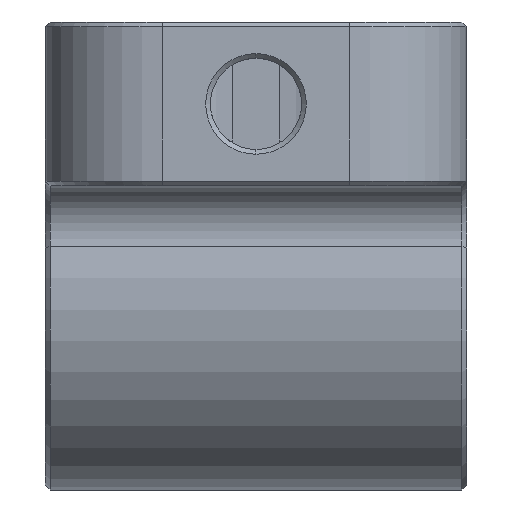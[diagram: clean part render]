
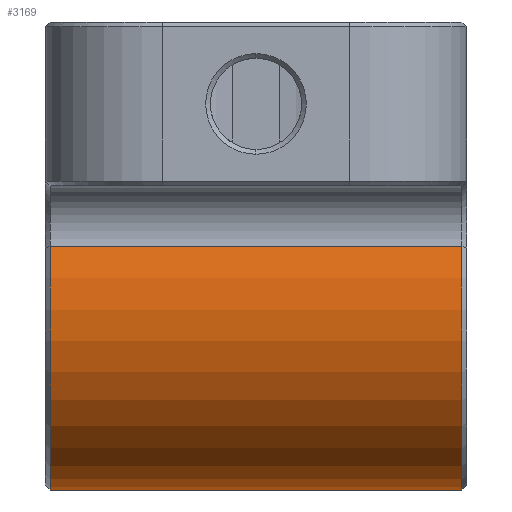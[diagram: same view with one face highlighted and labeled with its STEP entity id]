
A CAD part, front view. The second image highlights one B-rep face of the part: STEP entity #3169.
In plain terms, the highlighted cylindrical face has radius 8 mm (diameter 16 mm), a partial arc.
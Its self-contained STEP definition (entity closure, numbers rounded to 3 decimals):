
#91 = EDGE_CURVE ( 'NONE', #344, #2048, #4019, .T. ) ;
#124 = CARTESIAN_POINT ( 'NONE',  ( -8.8, 0., -8. ) ) ;
#184 = DIRECTION ( 'NONE',  ( 1., 0., 0. ) ) ;
#219 = VECTOR ( 'NONE', #4215, 1000. ) ;
#223 = AXIS2_PLACEMENT_3D ( 'NONE', #1569, #3841, #4222 ) ;
#293 = AXIS2_PLACEMENT_3D ( 'NONE', #1283, #1375, #2133 ) ;
#344 = VERTEX_POINT ( 'NONE', #1875 ) ;
#352 = EDGE_CURVE ( 'NONE', #1218, #2385, #1062, .T. ) ;
#373 = DIRECTION ( 'NONE',  ( 1., 0., 0. ) ) ;
#470 = AXIS2_PLACEMENT_3D ( 'NONE', #1937, #184, #3800 ) ;
#774 = ORIENTED_EDGE ( 'NONE', *, *, #352, .T. ) ;
#819 = CARTESIAN_POINT ( 'NONE',  ( -8.8, 7.632, 2.4 ) ) ;
#918 = CARTESIAN_POINT ( 'NONE',  ( -8.8, -7.632, 2.4 ) ) ;
#946 = AXIS2_PLACEMENT_3D ( 'NONE', #4341, #373, #3251 ) ;
#1062 = CIRCLE ( 'NONE', #470, 8. ) ;
#1218 = VERTEX_POINT ( 'NONE', #124 ) ;
#1283 = CARTESIAN_POINT ( 'NONE',  ( 9., 0., 0. ) ) ;
#1337 = CIRCLE ( 'NONE', #946, 8. ) ;
#1375 = DIRECTION ( 'NONE',  ( -1., 0., 0. ) ) ;
#1492 = VERTEX_POINT ( 'NONE', #4561 ) ;
#1569 = CARTESIAN_POINT ( 'NONE',  ( 8.8, 0., 0. ) ) ;
#1652 = CARTESIAN_POINT ( 'NONE',  ( 9., 7.632, 2.4 ) ) ;
#1875 = CARTESIAN_POINT ( 'NONE',  ( 8.8, -7.632, 2.4 ) ) ;
#1937 = CARTESIAN_POINT ( 'NONE',  ( -8.8, 0., 0. ) ) ;
#1989 = ORIENTED_EDGE ( 'NONE', *, *, #4053, .T. ) ;
#2048 = VERTEX_POINT ( 'NONE', #918 ) ;
#2133 = DIRECTION ( 'NONE',  ( 0., 0., 1. ) ) ;
#2134 = LINE ( 'NONE', #1652, #219 ) ;
#2148 = FACE_OUTER_BOUND ( 'NONE', #4512, .T. ) ;
#2234 = EDGE_CURVE ( 'NONE', #1492, #344, #3544, .T. ) ;
#2385 = VERTEX_POINT ( 'NONE', #819 ) ;
#3028 = CYLINDRICAL_SURFACE ( 'NONE', #293, 8. ) ;
#3169 = ADVANCED_FACE ( 'NONE', ( #2148 ), #3028, .T. ) ;
#3251 = DIRECTION ( 'NONE',  ( 0., 0., -1. ) ) ;
#3284 = CARTESIAN_POINT ( 'NONE',  ( 9., -7.632, 2.4 ) ) ;
#3535 = ORIENTED_EDGE ( 'NONE', *, *, #91, .T. ) ;
#3544 = CIRCLE ( 'NONE', #223, 8. ) ;
#3586 = ORIENTED_EDGE ( 'NONE', *, *, #2234, .T. ) ;
#3800 = DIRECTION ( 'NONE',  ( 0., 0., -1. ) ) ;
#3841 = DIRECTION ( 'NONE',  ( -1., 0., 0. ) ) ;
#3873 = ORIENTED_EDGE ( 'NONE', *, *, #4576, .T. ) ;
#4019 = LINE ( 'NONE', #3284, #4708 ) ;
#4050 = DIRECTION ( 'NONE',  ( -1., 0., 0. ) ) ;
#4053 = EDGE_CURVE ( 'NONE', #2385, #1492, #2134, .T. ) ;
#4215 = DIRECTION ( 'NONE',  ( 1., 0., 0. ) ) ;
#4222 = DIRECTION ( 'NONE',  ( 0., 0., -1. ) ) ;
#4341 = CARTESIAN_POINT ( 'NONE',  ( -8.8, 0., 0. ) ) ;
#4512 = EDGE_LOOP ( 'NONE', ( #3535, #3873, #774, #1989, #3586 ) ) ;
#4561 = CARTESIAN_POINT ( 'NONE',  ( 8.8, 7.632, 2.4 ) ) ;
#4576 = EDGE_CURVE ( 'NONE', #2048, #1218, #1337, .T. ) ;
#4708 = VECTOR ( 'NONE', #4050, 1000. ) ;
